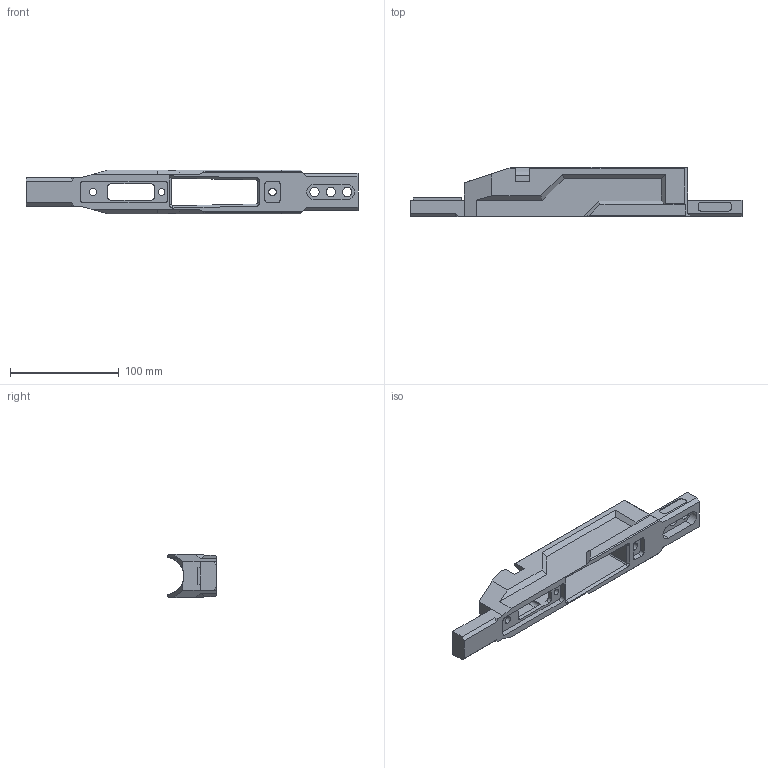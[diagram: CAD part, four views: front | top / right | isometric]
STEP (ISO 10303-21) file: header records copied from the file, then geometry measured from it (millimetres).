
FILE_DESCRIPTION (( 'STEP AP214' ), '1' );
FILE_NAME ('2 receveur 700-1-1.STEP', '2024-12-06T22:17:47', ( '' ), ( '' ), 'SwSTEP 2.0', 'SolidWorks 2024', '' );
FILE_SCHEMA (( 'AUTOMOTIVE_DESIGN' ));
Length unit declared in the file: millimetre
Products named in the file (1): 2 receveur 700-1-1
Bounding box: 305 x 45 x 40 mm (x, y, z)
Volume: 173723.1 mm3; surface area: 57471.1 mm2
Topology: 1 solids, 1 shells, 189 faces, 521 edges, 341 vertices
Faces by surface type: plane 124, cylinder 61, cone 4
Entity records: 6264 total; most frequent: CARTESIAN_POINT 1312, ORIENTED_EDGE 1042, DIRECTION 1016, EDGE_CURVE 521, LINE 366, VECTOR 366, VERTEX_POINT 341, AXIS2_PLACEMENT_3D 325
